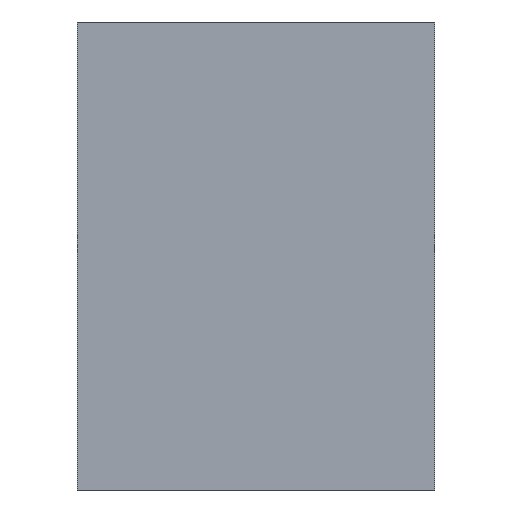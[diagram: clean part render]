
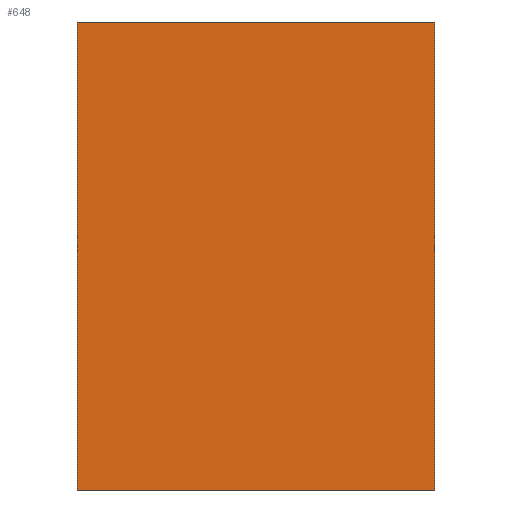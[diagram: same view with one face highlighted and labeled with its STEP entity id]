
A CAD part, left-side view. The second image highlights one B-rep face of the part: STEP entity #648.
In plain terms, the highlighted planar face has unit normal (-1, 0, 0).
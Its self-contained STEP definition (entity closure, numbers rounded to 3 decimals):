
#118=ORIENTED_EDGE('',*,*,#235,.T.);
#119=ORIENTED_EDGE('',*,*,#240,.F.);
#120=ORIENTED_EDGE('',*,*,#245,.F.);
#121=ORIENTED_EDGE('',*,*,#243,.T.);
#235=EDGE_CURVE('',#308,#306,#375,.T.);
#240=EDGE_CURVE('',#311,#306,#380,.T.);
#243=EDGE_CURVE('',#313,#308,#383,.T.);
#245=EDGE_CURVE('',#313,#311,#385,.T.);
#306=VERTEX_POINT('',#1000);
#308=VERTEX_POINT('',#1003);
#311=VERTEX_POINT('',#1011);
#313=VERTEX_POINT('',#1019);
#375=LINE('',#1002,#459);
#380=LINE('',#1012,#464);
#383=LINE('',#1018,#467);
#385=LINE('',#1022,#469);
#459=VECTOR('',#825,1000.);
#464=VECTOR('',#832,1000.);
#467=VECTOR('',#839,1000.);
#469=VECTOR('',#843,1000.);
#528=EDGE_LOOP('',(#118,#119,#120,#121));
#570=FACE_BOUND('',#528,.T.);
#609=PLANE('',#732);
#648=ADVANCED_FACE('',(#570),#609,.F.);
#732=AXIS2_PLACEMENT_3D('',#1021,#841,#842);
#825=DIRECTION('',(0.,0.,1.));
#832=DIRECTION('',(0.,-1.,0.));
#839=DIRECTION('',(0.,-1.,0.));
#841=DIRECTION('',(1.,0.,0.));
#842=DIRECTION('',(0.,0.,-1.));
#843=DIRECTION('',(0.,0.,1.));
#1000=CARTESIAN_POINT('',(-0.315,0.,0.165));
#1002=CARTESIAN_POINT('',(-0.315,0.,-0.165));
#1003=CARTESIAN_POINT('',(-0.315,0.,-0.165));
#1011=CARTESIAN_POINT('',(-0.315,0.252,0.165));
#1012=CARTESIAN_POINT('',(-0.315,0.252,0.165));
#1018=CARTESIAN_POINT('',(-0.315,0.252,-0.165));
#1019=CARTESIAN_POINT('',(-0.315,0.252,-0.165));
#1021=CARTESIAN_POINT('',(-0.315,0.252,-0.165));
#1022=CARTESIAN_POINT('',(-0.315,0.252,-0.165));
